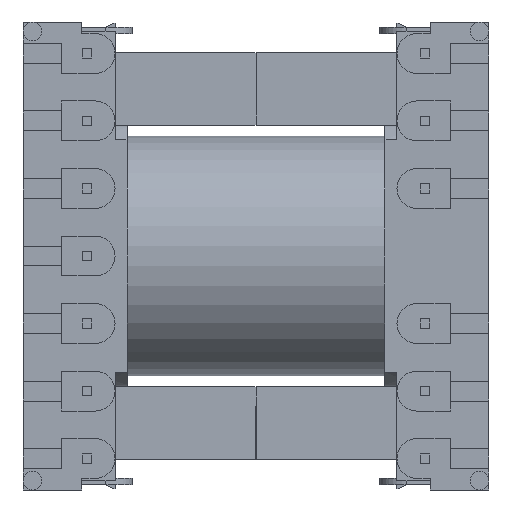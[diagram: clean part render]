
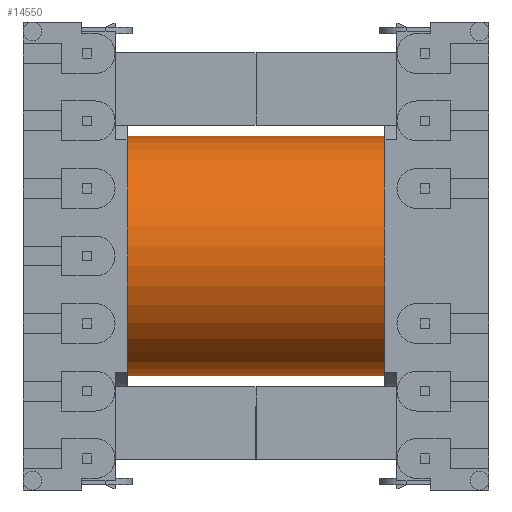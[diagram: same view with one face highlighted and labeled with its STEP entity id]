
A CAD part, front view. The second image highlights one B-rep face of the part: STEP entity #14550.
In plain terms, the highlighted cylindrical face has radius 9 mm (diameter 18 mm), a partial arc.
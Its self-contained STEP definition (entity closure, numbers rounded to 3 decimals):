
#245 = CARTESIAN_POINT ( 'NONE',  ( -9.7, 0., 0. ) ) ;
#645 = CARTESIAN_POINT ( 'NONE',  ( -9.7, 0., 0. ) ) ;
#886 = CARTESIAN_POINT ( 'NONE',  ( 9.7, 0., 9. ) ) ;
#888 = ORIENTED_EDGE ( 'NONE', *, *, #13464, .F. ) ;
#2345 = VERTEX_POINT ( 'NONE', #25457 ) ;
#2390 = ORIENTED_EDGE ( 'NONE', *, *, #20862, .T. ) ;
#2576 = LINE ( 'NONE', #14754, #21204 ) ;
#2662 = DIRECTION ( 'NONE',  ( 0., 0., 1. ) ) ;
#2999 = VERTEX_POINT ( 'NONE', #14467 ) ;
#3153 = CIRCLE ( 'NONE', #20672, 9. ) ;
#3299 = CIRCLE ( 'NONE', #26405, 9. ) ;
#3412 = LINE ( 'NONE', #11577, #15284 ) ;
#3461 = CARTESIAN_POINT ( 'NONE',  ( -9.7, -6.5, -6.225 ) ) ;
#4438 = VERTEX_POINT ( 'NONE', #6840 ) ;
#4796 = DIRECTION ( 'NONE',  ( -1., 0., 0. ) ) ;
#4975 = CARTESIAN_POINT ( 'NONE',  ( -9.7, 0., 9. ) ) ;
#5768 = FACE_OUTER_BOUND ( 'NONE', #12597, .T. ) ;
#6840 = CARTESIAN_POINT ( 'NONE',  ( -9.7, 0., -9. ) ) ;
#7086 = DIRECTION ( 'NONE',  ( -1., 0., 0. ) ) ;
#8632 = VERTEX_POINT ( 'NONE', #3461 ) ;
#8684 = DIRECTION ( 'NONE',  ( 0., 0., 1. ) ) ;
#8882 = VERTEX_POINT ( 'NONE', #886 ) ;
#8966 = AXIS2_PLACEMENT_3D ( 'NONE', #23893, #19525, #24029 ) ;
#9094 = CARTESIAN_POINT ( 'NONE',  ( 9.7, 0., 0. ) ) ;
#9867 = ORIENTED_EDGE ( 'NONE', *, *, #13036, .T. ) ;
#10133 = CIRCLE ( 'NONE', #19036, 9. ) ;
#10215 = CIRCLE ( 'NONE', #25203, 9. ) ;
#11116 = DIRECTION ( 'NONE',  ( 0., 0., 1. ) ) ;
#11123 = CARTESIAN_POINT ( 'NONE',  ( 9.7, 0., 0. ) ) ;
#11577 = CARTESIAN_POINT ( 'NONE',  ( 35.156, 0., -9. ) ) ;
#12379 = CARTESIAN_POINT ( 'NONE',  ( -9.7, 0., 0. ) ) ;
#12448 = DIRECTION ( 'NONE',  ( 1., 0., 0. ) ) ;
#12597 = EDGE_LOOP ( 'NONE', ( #888, #18233, #19441, #18782, #15416, #9867, #25687, #2390 ) ) ;
#12694 = EDGE_CURVE ( 'NONE', #8882, #20188, #2576, .T. ) ;
#12699 = VERTEX_POINT ( 'NONE', #16263 ) ;
#13036 = EDGE_CURVE ( 'NONE', #20188, #12699, #10133, .T. ) ;
#13464 = EDGE_CURVE ( 'NONE', #2345, #4438, #3412, .T. ) ;
#14312 = EDGE_CURVE ( 'NONE', #12699, #8632, #10215, .T. ) ;
#14467 = CARTESIAN_POINT ( 'NONE',  ( 9.7, -6.5, 6.225 ) ) ;
#14550 = ADVANCED_FACE ( 'NONE', ( #5768 ), #26166, .T. ) ;
#14754 = CARTESIAN_POINT ( 'NONE',  ( 35.156, 0., 9. ) ) ;
#15284 = VECTOR ( 'NONE', #19670, 1000. ) ;
#15416 = ORIENTED_EDGE ( 'NONE', *, *, #12694, .T. ) ;
#16263 = CARTESIAN_POINT ( 'NONE',  ( -9.7, -6.5, 6.225 ) ) ;
#16509 = DIRECTION ( 'NONE',  ( 1., 0., 0. ) ) ;
#17378 = CARTESIAN_POINT ( 'NONE',  ( 9.7, 0., 0. ) ) ;
#18233 = ORIENTED_EDGE ( 'NONE', *, *, #21468, .T. ) ;
#18234 = DIRECTION ( 'NONE',  ( -1., 0., 0. ) ) ;
#18782 = ORIENTED_EDGE ( 'NONE', *, *, #25551, .T. ) ;
#19008 = AXIS2_PLACEMENT_3D ( 'NONE', #12379, #16509, #24857 ) ;
#19036 = AXIS2_PLACEMENT_3D ( 'NONE', #245, #12448, #8684 ) ;
#19214 = DIRECTION ( 'NONE',  ( 0., 0., 1. ) ) ;
#19217 = CARTESIAN_POINT ( 'NONE',  ( 9.7, -6.5, -6.225 ) ) ;
#19441 = ORIENTED_EDGE ( 'NONE', *, *, #26430, .T. ) ;
#19525 = DIRECTION ( 'NONE',  ( -1., 0., 0. ) ) ;
#19670 = DIRECTION ( 'NONE',  ( -1., 0., 0. ) ) ;
#20188 = VERTEX_POINT ( 'NONE', #4975 ) ;
#20672 = AXIS2_PLACEMENT_3D ( 'NONE', #17378, #24105, #26127 ) ;
#20848 = DIRECTION ( 'NONE',  ( 1., 0., 0. ) ) ;
#20862 = EDGE_CURVE ( 'NONE', #8632, #4438, #25914, .T. ) ;
#21204 = VECTOR ( 'NONE', #18234, 1000. ) ;
#21468 = EDGE_CURVE ( 'NONE', #2345, #22708, #3299, .T. ) ;
#21488 = CIRCLE ( 'NONE', #22768, 9. ) ;
#22708 = VERTEX_POINT ( 'NONE', #19217 ) ;
#22768 = AXIS2_PLACEMENT_3D ( 'NONE', #11123, #4796, #19214 ) ;
#23893 = CARTESIAN_POINT ( 'NONE',  ( 35.156, 0., 0. ) ) ;
#24029 = DIRECTION ( 'NONE',  ( 0., 0., 1. ) ) ;
#24105 = DIRECTION ( 'NONE',  ( -1., 0., 0. ) ) ;
#24857 = DIRECTION ( 'NONE',  ( 0., 0., 1. ) ) ;
#25203 = AXIS2_PLACEMENT_3D ( 'NONE', #645, #20848, #2662 ) ;
#25457 = CARTESIAN_POINT ( 'NONE',  ( 9.7, 0., -9. ) ) ;
#25551 = EDGE_CURVE ( 'NONE', #2999, #8882, #21488, .T. ) ;
#25687 = ORIENTED_EDGE ( 'NONE', *, *, #14312, .T. ) ;
#25914 = CIRCLE ( 'NONE', #19008, 9. ) ;
#26127 = DIRECTION ( 'NONE',  ( 0., 0., 1. ) ) ;
#26166 = CYLINDRICAL_SURFACE ( 'NONE', #8966, 9. ) ;
#26405 = AXIS2_PLACEMENT_3D ( 'NONE', #9094, #7086, #11116 ) ;
#26430 = EDGE_CURVE ( 'NONE', #22708, #2999, #3153, .T. ) ;
